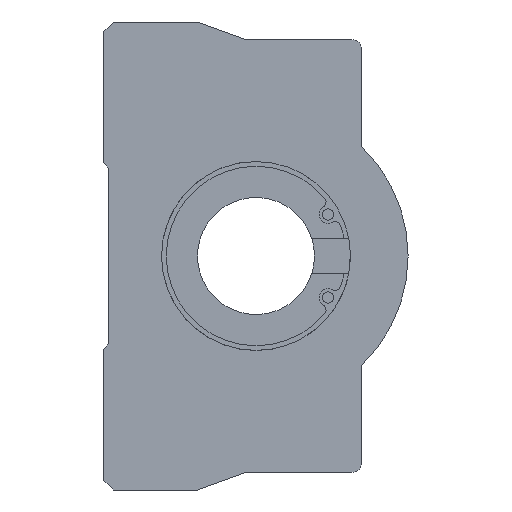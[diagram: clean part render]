
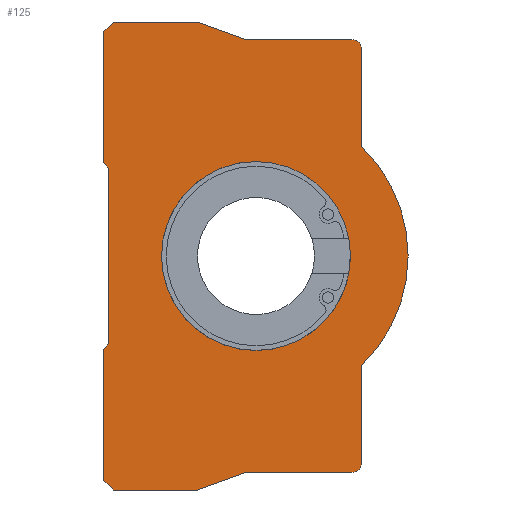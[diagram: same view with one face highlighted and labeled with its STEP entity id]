
A CAD part, left-side view. The second image highlights one B-rep face of the part: STEP entity #125.
In plain terms, the highlighted planar face has unit normal (-1, 0, 0).
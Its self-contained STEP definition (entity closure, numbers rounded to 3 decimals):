
#125 = ADVANCED_FACE( '', ( #261, #262 ), #263, .F. );
#261 = FACE_BOUND( '', #440, .T. );
#262 = FACE_OUTER_BOUND( '', #441, .T. );
#263 = PLANE( '', #442 );
#440 = EDGE_LOOP( '', ( #886 ) );
#441 = EDGE_LOOP( '', ( #887, #888, #889, #890, #891, #892, #893, #894, #895, #896, #897, #898, #899, #900, #901, #902, #903, #904 ) );
#442 = AXIS2_PLACEMENT_3D( '', #905, #906, #907 );
#886 = ORIENTED_EDGE( '', *, *, #1239, .T. );
#887 = ORIENTED_EDGE( '', *, *, #1103, .T. );
#888 = ORIENTED_EDGE( '', *, *, #1182, .T. );
#889 = ORIENTED_EDGE( '', *, *, #1178, .T. );
#890 = ORIENTED_EDGE( '', *, *, #1240, .F. );
#891 = ORIENTED_EDGE( '', *, *, #1234, .F. );
#892 = ORIENTED_EDGE( '', *, *, #1241, .F. );
#893 = ORIENTED_EDGE( '', *, *, #1242, .F. );
#894 = ORIENTED_EDGE( '', *, *, #1243, .F. );
#895 = ORIENTED_EDGE( '', *, *, #1244, .F. );
#896 = ORIENTED_EDGE( '', *, *, #1245, .F. );
#897 = ORIENTED_EDGE( '', *, *, #1246, .F. );
#898 = ORIENTED_EDGE( '', *, *, #1247, .F. );
#899 = ORIENTED_EDGE( '', *, *, #1248, .F. );
#900 = ORIENTED_EDGE( '', *, *, #1249, .F. );
#901 = ORIENTED_EDGE( '', *, *, #1250, .F. );
#902 = ORIENTED_EDGE( '', *, *, #1251, .F. );
#903 = ORIENTED_EDGE( '', *, *, #1252, .F. );
#904 = ORIENTED_EDGE( '', *, *, #1142, .F. );
#905 = CARTESIAN_POINT( '', ( 0., -8.2, 17.7 ) );
#906 = DIRECTION( '', ( 1., 0., 0. ) );
#907 = DIRECTION( '', ( 0., 0., -1. ) );
#1103 = EDGE_CURVE( '', #1288, #1289, #1290, .T. );
#1142 = EDGE_CURVE( '', #1288, #1366, #1367, .T. );
#1178 = EDGE_CURVE( '', #1424, #1425, #1426, .T. );
#1182 = EDGE_CURVE( '', #1289, #1424, #1432, .T. );
#1234 = EDGE_CURVE( '', #1512, #1513, #1514, .T. );
#1239 = EDGE_CURVE( '', #1522, #1522, #1523, .T. );
#1240 = EDGE_CURVE( '', #1513, #1425, #1524, .T. );
#1241 = EDGE_CURVE( '', #1525, #1512, #1526, .T. );
#1242 = EDGE_CURVE( '', #1527, #1525, #1528, .T. );
#1243 = EDGE_CURVE( '', #1529, #1527, #1530, .T. );
#1244 = EDGE_CURVE( '', #1531, #1529, #1532, .T. );
#1245 = EDGE_CURVE( '', #1533, #1531, #1534, .T. );
#1246 = EDGE_CURVE( '', #1535, #1533, #1536, .T. );
#1247 = EDGE_CURVE( '', #1537, #1535, #1538, .T. );
#1248 = EDGE_CURVE( '', #1539, #1537, #1540, .T. );
#1249 = EDGE_CURVE( '', #1541, #1539, #1542, .T. );
#1250 = EDGE_CURVE( '', #1543, #1541, #1544, .T. );
#1251 = EDGE_CURVE( '', #1545, #1543, #1546, .T. );
#1252 = EDGE_CURVE( '', #1366, #1545, #1547, .T. );
#1288 = VERTEX_POINT( '', #1602 );
#1289 = VERTEX_POINT( '', #1603 );
#1290 = LINE( '', #1604, #1605 );
#1366 = VERTEX_POINT( '', #1696 );
#1367 = LINE( '', #1697, #1698 );
#1424 = VERTEX_POINT( '', #1775 );
#1425 = VERTEX_POINT( '', #1776 );
#1426 = LINE( '', #1777, #1778 );
#1432 = LINE( '', #1787, #1788 );
#1512 = VERTEX_POINT( '', #1903 );
#1513 = VERTEX_POINT( '', #1904 );
#1514 = LINE( '', #1905, #1906 );
#1522 = VERTEX_POINT( '', #1917 );
#1523 = CIRCLE( '', #1918, 8.075 );
#1524 = LINE( '', #1919, #1920 );
#1525 = VERTEX_POINT( '', #1921 );
#1526 = LINE( '', #1922, #1923 );
#1527 = VERTEX_POINT( '', #1924 );
#1528 = LINE( '', #1925, #1926 );
#1529 = VERTEX_POINT( '', #1927 );
#1530 = LINE( '', #1928, #1929 );
#1531 = VERTEX_POINT( '', #1930 );
#1532 = CIRCLE( '', #1931, 0.8 );
#1533 = VERTEX_POINT( '', #1932 );
#1534 = LINE( '', #1933, #1934 );
#1535 = VERTEX_POINT( '', #1935 );
#1536 = CIRCLE( '', #1936, 13. );
#1537 = VERTEX_POINT( '', #1937 );
#1538 = LINE( '', #1938, #1939 );
#1539 = VERTEX_POINT( '', #1940 );
#1540 = CIRCLE( '', #1941, 0.8 );
#1541 = VERTEX_POINT( '', #1942 );
#1542 = LINE( '', #1943, #1944 );
#1543 = VERTEX_POINT( '', #1945 );
#1544 = LINE( '', #1946, #1947 );
#1545 = VERTEX_POINT( '', #1948 );
#1546 = LINE( '', #1949, #1950 );
#1547 = LINE( '', #1951, #1952 );
#1602 = CARTESIAN_POINT( '', ( 0., 13., 8. ) );
#1603 = CARTESIAN_POINT( '', ( 0., 12.6, 7.5 ) );
#1604 = CARTESIAN_POINT( '', ( 0., 13., 8. ) );
#1605 = VECTOR( '', #2029, 1000. );
#1696 = CARTESIAN_POINT( '', ( 0., 13., 19.2 ) );
#1697 = CARTESIAN_POINT( '', ( 0., 13., -19.2 ) );
#1698 = VECTOR( '', #2114, 1000. );
#1775 = CARTESIAN_POINT( '', ( 0., 12.6, -7.5 ) );
#1776 = CARTESIAN_POINT( '', ( 0., 13., -8. ) );
#1777 = CARTESIAN_POINT( '', ( 0., 12.6, -7.5 ) );
#1778 = VECTOR( '', #2180, 1000. );
#1787 = CARTESIAN_POINT( '', ( 0., 12.6, 7.5 ) );
#1788 = VECTOR( '', #2184, 1000. );
#1903 = CARTESIAN_POINT( '', ( 0., 12.2, -20. ) );
#1904 = CARTESIAN_POINT( '', ( 0., 13., -19.2 ) );
#1905 = CARTESIAN_POINT( '', ( 0., 12.2, -20. ) );
#1906 = VECTOR( '', #2268, 1000. );
#1917 = CARTESIAN_POINT( '', ( 0., 0., -8.075 ) );
#1918 = AXIS2_PLACEMENT_3D( '', #2275, #2276, #2277 );
#1919 = CARTESIAN_POINT( '', ( 0., 13., -19.2 ) );
#1920 = VECTOR( '', #2278, 1000. );
#1921 = CARTESIAN_POINT( '', ( 0., 5., -20. ) );
#1922 = CARTESIAN_POINT( '', ( 0., 5., -20. ) );
#1923 = VECTOR( '', #2279, 1000. );
#1924 = CARTESIAN_POINT( '', ( 0., 0.879, -18.5 ) );
#1925 = CARTESIAN_POINT( '', ( 0., 0.879, -18.5 ) );
#1926 = VECTOR( '', #2280, 1000. );
#1927 = CARTESIAN_POINT( '', ( 0., -8.2, -18.5 ) );
#1928 = CARTESIAN_POINT( '', ( 0., -8.2, -18.5 ) );
#1929 = VECTOR( '', #2281, 1000. );
#1930 = CARTESIAN_POINT( '', ( 0., -9., -17.7 ) );
#1931 = AXIS2_PLACEMENT_3D( '', #2282, #2283, #2284 );
#1932 = CARTESIAN_POINT( '', ( 0., -9., -9.381 ) );
#1933 = CARTESIAN_POINT( '', ( 0., -9., -9.381 ) );
#1934 = VECTOR( '', #2285, 1000. );
#1935 = CARTESIAN_POINT( '', ( 0., -9., 9.381 ) );
#1936 = AXIS2_PLACEMENT_3D( '', #2286, #2287, #2288 );
#1937 = CARTESIAN_POINT( '', ( 0., -9., 17.7 ) );
#1938 = CARTESIAN_POINT( '', ( 0., -9., 17.7 ) );
#1939 = VECTOR( '', #2289, 1000. );
#1940 = CARTESIAN_POINT( '', ( 0., -8.2, 18.5 ) );
#1941 = AXIS2_PLACEMENT_3D( '', #2290, #2291, #2292 );
#1942 = CARTESIAN_POINT( '', ( 0., 0.879, 18.5 ) );
#1943 = CARTESIAN_POINT( '', ( 0., 0.879, 18.5 ) );
#1944 = VECTOR( '', #2293, 1000. );
#1945 = CARTESIAN_POINT( '', ( 0., 5., 20. ) );
#1946 = CARTESIAN_POINT( '', ( 0., 5., 20. ) );
#1947 = VECTOR( '', #2294, 1000. );
#1948 = CARTESIAN_POINT( '', ( 0., 12.2, 20. ) );
#1949 = CARTESIAN_POINT( '', ( 0., 12.2, 20. ) );
#1950 = VECTOR( '', #2295, 1000. );
#1951 = CARTESIAN_POINT( '', ( 0., 13., 19.2 ) );
#1952 = VECTOR( '', #2296, 1000. );
#2029 = DIRECTION( '', ( 0., -0.625, -0.781 ) );
#2114 = DIRECTION( '', ( 0., 0., 1. ) );
#2180 = DIRECTION( '', ( 0., 0.625, -0.781 ) );
#2184 = DIRECTION( '', ( 0., 0., -1. ) );
#2268 = DIRECTION( '', ( 0., 0.707, 0.707 ) );
#2275 = CARTESIAN_POINT( '', ( 0., 0., 0. ) );
#2276 = DIRECTION( '', ( 1., 0., 0. ) );
#2277 = DIRECTION( '', ( 0., 0., -1. ) );
#2278 = DIRECTION( '', ( 0., 0., 1. ) );
#2279 = DIRECTION( '', ( 0., 1., 0. ) );
#2280 = DIRECTION( '', ( 0., 0.94, -0.342 ) );
#2281 = DIRECTION( '', ( 0., 1., 0. ) );
#2282 = CARTESIAN_POINT( '', ( 0., -8.2, -17.7 ) );
#2283 = DIRECTION( '', ( 1., 0., 0. ) );
#2284 = DIRECTION( '', ( 0., 0., -1. ) );
#2285 = DIRECTION( '', ( 0., 0., -1. ) );
#2286 = CARTESIAN_POINT( '', ( 0., 0., 0. ) );
#2287 = DIRECTION( '', ( 1., 0., 0. ) );
#2288 = DIRECTION( '', ( 0., 0., -1. ) );
#2289 = DIRECTION( '', ( 0., 0., -1. ) );
#2290 = CARTESIAN_POINT( '', ( 0., -8.2, 17.7 ) );
#2291 = DIRECTION( '', ( 1., 0., 0. ) );
#2292 = DIRECTION( '', ( 0., 0., -1. ) );
#2293 = DIRECTION( '', ( 0., -1., 0. ) );
#2294 = DIRECTION( '', ( 0., -0.94, -0.342 ) );
#2295 = DIRECTION( '', ( 0., -1., 0. ) );
#2296 = DIRECTION( '', ( 0., -0.707, 0.707 ) );
